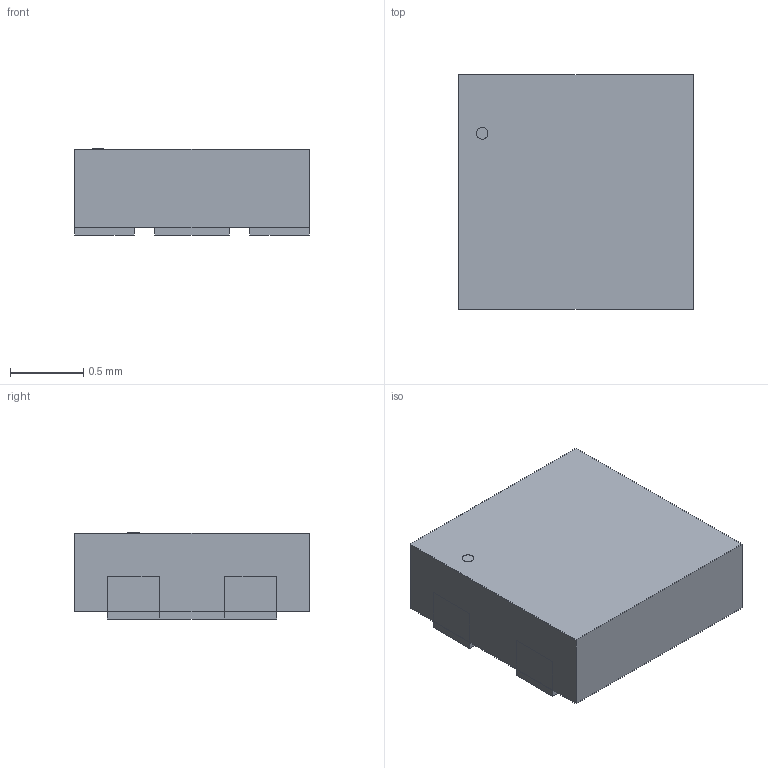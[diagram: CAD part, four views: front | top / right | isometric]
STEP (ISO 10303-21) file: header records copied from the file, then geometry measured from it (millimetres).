
FILE_DESCRIPTION(('STEP AP214'),'1');
FILE_NAME('SHT4x_SEN','2024-05-29T08:14:24',(''),(''),'','','');
FILE_SCHEMA(('AUTOMOTIVE_DESIGN'));
Length unit declared in the file: millimetre
Products named in the file (1): product
Bounding box: 1.6 x 1.6 x 0.59 mm (x, y, z)
Volume: 1.4 mm3; surface area: 12 mm2
Topology: 7 solids, 7 shells, 47 faces, 91 edges, 58 vertices
Faces by surface type: plane 46, cylinder 1
Full cylindrical faces by diameter (mm): 0.08 x1
Entity records: 1004 total; most frequent: ORIENTED_EDGE 196, EDGE_CURVE 98, LINE 96, CARTESIAN_POINT 62, VERTEX_POINT 58, AXIS2_PLACEMENT_3D 51, EDGE_LOOP 48, ADVANCED_FACE 47
